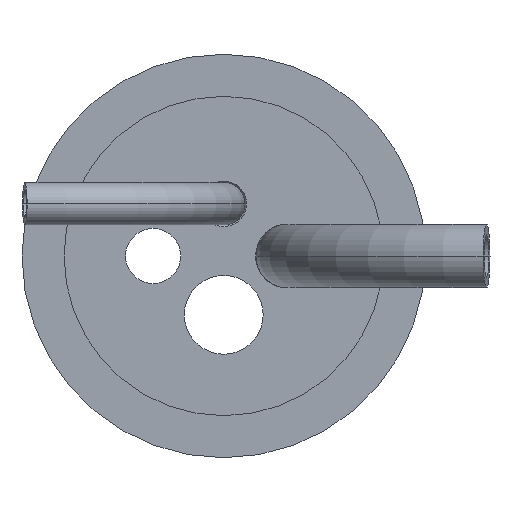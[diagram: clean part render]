
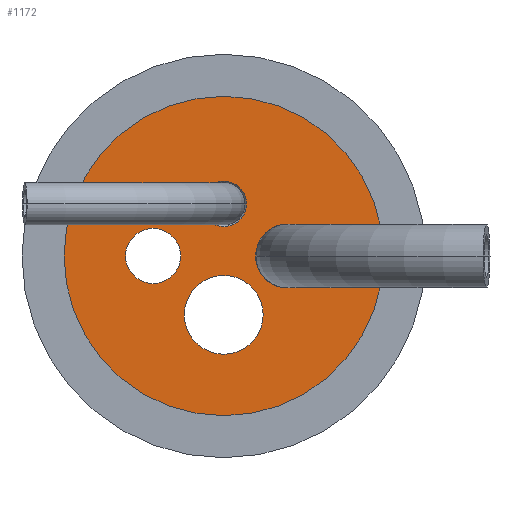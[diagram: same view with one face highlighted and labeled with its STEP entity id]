
A CAD part, front view. The second image highlights one B-rep face of the part: STEP entity #1172.
In plain terms, the highlighted planar face has unit normal (0, -1, 0).
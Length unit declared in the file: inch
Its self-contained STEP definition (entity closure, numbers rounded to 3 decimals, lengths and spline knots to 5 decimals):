
#179=CARTESIAN_POINT('',(0.,0.05,-0.35));
#180=DIRECTION('',(0.,-1.,0.));
#181=DIRECTION('',(0.,0.,1.));
#182=AXIS2_PLACEMENT_3D('',#179,#180,#181);
#184=CARTESIAN_POINT('',(0.,0.05,-0.35));
#185=DIRECTION('',(0.,-1.,0.));
#186=DIRECTION('',(0.,0.,-1.));
#187=AXIS2_PLACEMENT_3D('',#184,#185,#186);
#189=CARTESIAN_POINT('',(-0.42,0.05,0.));
#190=DIRECTION('',(0.,-1.,0.));
#191=DIRECTION('',(-1.,0.,0.));
#192=AXIS2_PLACEMENT_3D('',#189,#190,#191);
#194=CARTESIAN_POINT('',(-0.42,0.05,0.));
#195=DIRECTION('',(0.,-1.,0.));
#196=DIRECTION('',(1.,0.,0.));
#197=AXIS2_PLACEMENT_3D('',#194,#195,#196);
#207=CARTESIAN_POINT('',(0.,0.05,0.));
#208=DIRECTION('',(0.,1.,0.));
#209=DIRECTION('',(-1.,0.,0.));
#210=AXIS2_PLACEMENT_3D('',#207,#208,#209);
#212=CARTESIAN_POINT('',(0.,0.05,0.));
#213=DIRECTION('',(0.,-1.,0.));
#214=DIRECTION('',(-1.,0.,0.));
#215=AXIS2_PLACEMENT_3D('',#212,#213,#214);
#242=CARTESIAN_POINT('',(0.38,0.05,0.));
#243=DIRECTION('',(0.,-1.,0.));
#244=DIRECTION('',(-1.,0.,0.));
#245=AXIS2_PLACEMENT_3D('',#242,#243,#244);
#751=CARTESIAN_POINT('',(0.38,0.05,0.));
#752=DIRECTION('',(0.,-1.,0.));
#753=DIRECTION('',(1.,0.,0.));
#754=AXIS2_PLACEMENT_3D('',#751,#752,#753);
#790=CARTESIAN_POINT('',(0.,0.05,0.31));
#791=DIRECTION('',(0.,-1.,0.));
#792=DIRECTION('',(1.,0.,0.));
#793=AXIS2_PLACEMENT_3D('',#790,#791,#792);
#815=CARTESIAN_POINT('',(0.,0.05,0.31));
#816=DIRECTION('',(0.,-1.,0.));
#817=DIRECTION('',(-1.,0.,0.));
#818=AXIS2_PLACEMENT_3D('',#815,#816,#817);
#841=CARTESIAN_POINT('',(-0.95,0.05,0.));
#843=VERTEX_POINT('',#841);
#853=CARTESIAN_POINT('',(0.95,0.05,0.));
#855=VERTEX_POINT('',#853);
#873=CARTESIAN_POINT('',(0.,0.05,-0.1155));
#874=CARTESIAN_POINT('',(0.,0.05,-0.5845));
#875=VERTEX_POINT('',#873);
#876=VERTEX_POINT('',#874);
#881=CARTESIAN_POINT('',(-0.584,0.05,0.));
#882=CARTESIAN_POINT('',(-0.256,0.05,0.));
#883=VERTEX_POINT('',#881);
#884=VERTEX_POINT('',#882);
#893=CARTESIAN_POINT('',(-0.1355,0.05,0.31));
#894=CARTESIAN_POINT('',(0.1355,0.05,0.31));
#895=VERTEX_POINT('',#893);
#896=VERTEX_POINT('',#894);
#899=CARTESIAN_POINT('',(0.19,0.05,0.));
#900=CARTESIAN_POINT('',(0.57,0.05,0.));
#901=VERTEX_POINT('',#899);
#902=VERTEX_POINT('',#900);
#1139=CARTESIAN_POINT('',(0.,0.05,0.));
#1140=DIRECTION('',(0.,-1.,0.));
#1141=DIRECTION('',(1.,0.,0.));
#1142=AXIS2_PLACEMENT_3D('',#1139,#1140,#1141);
#1143=PLANE('',#1142);
#1145=ORIENTED_EDGE('',*,*,#1144,.T.);
#1147=ORIENTED_EDGE('',*,*,#1146,.F.);
#1148=EDGE_LOOP('',(#1145,#1147));
#1149=FACE_OUTER_BOUND('',#1148,.F.);
#1151=ORIENTED_EDGE('',*,*,#1150,.T.);
#1153=ORIENTED_EDGE('',*,*,#1152,.T.);
#1154=EDGE_LOOP('',(#1151,#1153));
#1155=FACE_BOUND('',#1154,.F.);
#1157=ORIENTED_EDGE('',*,*,#1156,.T.);
#1159=ORIENTED_EDGE('',*,*,#1158,.T.);
#1160=EDGE_LOOP('',(#1157,#1159));
#1161=FACE_BOUND('',#1160,.F.);
#1162=ORIENTED_EDGE('',*,*,#1119,.T.);
#1163=ORIENTED_EDGE('',*,*,#1133,.T.);
#1164=EDGE_LOOP('',(#1162,#1163));
#1165=FACE_BOUND('',#1164,.F.);
#1167=ORIENTED_EDGE('',*,*,#1166,.T.);
#1169=ORIENTED_EDGE('',*,*,#1168,.T.);
#1170=EDGE_LOOP('',(#1167,#1169));
#1171=FACE_BOUND('',#1170,.F.);
#1172=ADVANCED_FACE('',(#1149,#1155,#1161,#1165,#1171),#1143,.T.);
#183=CIRCLE('',#182,0.2345);
#188=CIRCLE('',#187,0.2345);
#193=CIRCLE('',#192,0.164);
#198=CIRCLE('',#197,0.164);
#211=CIRCLE('',#210,0.95);
#216=CIRCLE('',#215,0.95);
#246=CIRCLE('',#245,0.19);
#755=CIRCLE('',#754,0.19);
#794=CIRCLE('',#793,0.1355);
#819=CIRCLE('',#818,0.1355);
#1119=EDGE_CURVE('',#875,#876,#183,.T.);
#1133=EDGE_CURVE('',#876,#875,#188,.T.);
#1144=EDGE_CURVE('',#843,#855,#211,.T.);
#1146=EDGE_CURVE('',#843,#855,#216,.T.);
#1150=EDGE_CURVE('',#901,#902,#246,.T.);
#1152=EDGE_CURVE('',#902,#901,#755,.T.);
#1156=EDGE_CURVE('',#896,#895,#794,.T.);
#1158=EDGE_CURVE('',#895,#896,#819,.T.);
#1166=EDGE_CURVE('',#883,#884,#193,.T.);
#1168=EDGE_CURVE('',#884,#883,#198,.T.);
